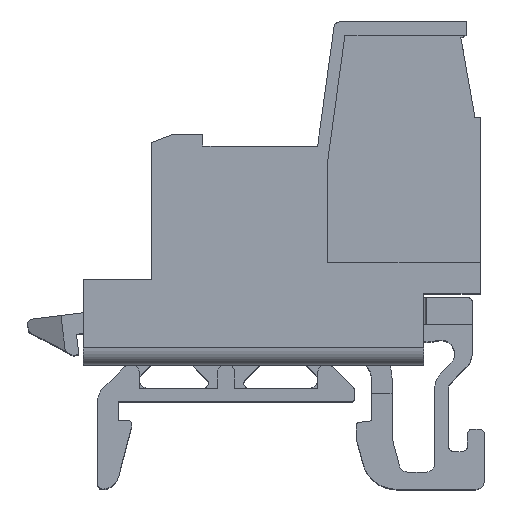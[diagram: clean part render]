
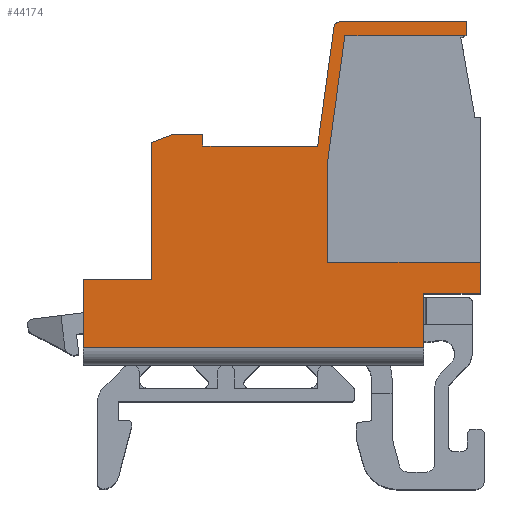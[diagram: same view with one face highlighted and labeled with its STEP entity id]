
A CAD part, top view. The second image highlights one B-rep face of the part: STEP entity #44174.
In plain terms, the highlighted planar face has unit normal (0, 0, 1).
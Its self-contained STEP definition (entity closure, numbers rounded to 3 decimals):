
#138=DIRECTION('',(0.,-1.,0.));
#139=VECTOR('',#138,3.2);
#140=CARTESIAN_POINT('',(15.9,-0.8,3.2));
#141=LINE('',#140,#139);
#4465=DIRECTION('',(0.,1.,0.));
#4466=VECTOR('',#4465,8.);
#4467=CARTESIAN_POINT('',(0.,0.,3.2));
#4468=LINE('',#4467,#4466);
#4469=DIRECTION('',(-0.933,-0.359,0.));
#4470=VECTOR('',#4469,1.393);
#4471=CARTESIAN_POINT('',(1.3,8.5,3.2));
#4472=LINE('',#4471,#4470);
#4473=DIRECTION('',(-1.,0.,0.));
#4474=VECTOR('',#4473,1.7);
#4475=CARTESIAN_POINT('',(3.,8.5,3.2));
#4476=LINE('',#4475,#4474);
#4477=DIRECTION('',(0.,1.,0.));
#4478=VECTOR('',#4477,0.7);
#4479=CARTESIAN_POINT('',(3.,7.8,3.2));
#4480=LINE('',#4479,#4478);
#4481=DIRECTION('',(-1.,0.,0.));
#4482=VECTOR('',#4481,6.7);
#4483=CARTESIAN_POINT('',(9.7,7.8,3.2));
#4484=LINE('',#4483,#4482);
#4485=DIRECTION('',(-0.137,-0.991,0.));
#4486=VECTOR('',#4485,7.057);
#4487=CARTESIAN_POINT('',(10.664,14.791,3.2));
#4488=LINE('',#4487,#4486);
#4489=CARTESIAN_POINT('',(10.961,14.75,3.2));
#4490=DIRECTION('',(0.,0.,1.));
#4491=DIRECTION('',(0.,1.,0.));
#4492=AXIS2_PLACEMENT_3D('',#4489,#4490,#4491);
#4494=DIRECTION('',(-1.,0.,0.));
#4495=VECTOR('',#4494,7.439);
#4496=CARTESIAN_POINT('',(18.4,15.05,3.2));
#4497=LINE('',#4496,#4495);
#4498=DIRECTION('',(0.,1.,0.));
#4499=VECTOR('',#4498,0.75);
#4500=CARTESIAN_POINT('',(18.4,14.3,3.2));
#4501=LINE('',#4500,#4499);
#4502=DIRECTION('',(0.894,0.447,0.));
#4503=VECTOR('',#4502,0.112);
#4504=CARTESIAN_POINT('',(18.3,14.25,3.2));
#4505=LINE('',#4504,#4503);
#4506=DIRECTION('',(-1.,0.,0.));
#4507=VECTOR('',#4506,7.004);
#4508=CARTESIAN_POINT('',(18.3,14.25,3.2));
#4509=LINE('',#4508,#4507);
#4510=DIRECTION('',(-0.137,-0.991,0.));
#4511=VECTOR('',#4510,7.291);
#4512=CARTESIAN_POINT('',(11.296,14.25,3.2));
#4513=LINE('',#4512,#4511);
#4514=DIRECTION('',(0.,-1.,0.));
#4515=VECTOR('',#4514,6.027);
#4516=CARTESIAN_POINT('',(10.3,7.027,3.2));
#4517=LINE('',#4516,#4515);
#4518=DIRECTION('',(-1.,0.,0.));
#4519=VECTOR('',#4518,8.9);
#4520=CARTESIAN_POINT('',(19.2,1.,3.2));
#4521=LINE('',#4520,#4519);
#4522=DIRECTION('',(-1.,0.,0.));
#4523=VECTOR('',#4522,19.9);
#4524=CARTESIAN_POINT('',(15.9,-4.,3.2));
#4525=LINE('',#4524,#4523);
#4526=DIRECTION('',(-1.,0.,0.));
#4527=VECTOR('',#4526,4.);
#4528=CARTESIAN_POINT('',(0.,0.,3.2));
#4529=LINE('',#4528,#4527);
#19721=DIRECTION('',(-1.,0.,0.));
#19722=VECTOR('',#19721,3.3);
#19723=CARTESIAN_POINT('',(19.2,-0.8,3.2));
#19724=LINE('',#19723,#19722);
#19737=DIRECTION('',(0.,1.,0.));
#19738=VECTOR('',#19737,1.8);
#19739=CARTESIAN_POINT('',(19.2,-0.8,3.2));
#19740=LINE('',#19739,#19738);
#19823=DIRECTION('',(0.,-1.,0.));
#19824=VECTOR('',#19823,4.);
#19825=CARTESIAN_POINT('',(-4.,0.,3.2));
#19826=LINE('',#19825,#19824);
#27513=CARTESIAN_POINT('',(9.7,7.8,3.2));
#27514=CARTESIAN_POINT('',(3.,7.8,3.2));
#27515=VERTEX_POINT('',#27513);
#27516=VERTEX_POINT('',#27514);
#27517=CARTESIAN_POINT('',(3.,8.5,3.2));
#27518=VERTEX_POINT('',#27517);
#27519=CARTESIAN_POINT('',(1.3,8.5,3.2));
#27520=CARTESIAN_POINT('',(0.,8.,3.2));
#27521=VERTEX_POINT('',#27519);
#27522=VERTEX_POINT('',#27520);
#27535=CARTESIAN_POINT('',(10.3,7.027,3.2));
#27536=CARTESIAN_POINT('',(10.3,1.,3.2));
#27537=VERTEX_POINT('',#27535);
#27538=VERTEX_POINT('',#27536);
#27539=CARTESIAN_POINT('',(19.2,1.,3.2));
#27540=VERTEX_POINT('',#27539);
#27541=CARTESIAN_POINT('',(11.296,14.25,3.2));
#27542=VERTEX_POINT('',#27541);
#27553=CARTESIAN_POINT('',(18.3,14.25,3.2));
#27554=VERTEX_POINT('',#27553);
#27555=CARTESIAN_POINT('',(18.4,14.3,3.2));
#27556=VERTEX_POINT('',#27555);
#27559=CARTESIAN_POINT('',(18.4,15.05,3.2));
#27560=VERTEX_POINT('',#27559);
#27596=CARTESIAN_POINT('',(-4.,0.,3.2));
#27598=VERTEX_POINT('',#27596);
#27603=CARTESIAN_POINT('',(0.,0.,3.2));
#27604=VERTEX_POINT('',#27603);
#27606=CARTESIAN_POINT('',(-4.,-4.,3.2));
#27608=VERTEX_POINT('',#27606);
#27609=CARTESIAN_POINT('',(15.9,-4.,3.2));
#27610=VERTEX_POINT('',#27609);
#27632=CARTESIAN_POINT('',(19.2,-0.8,3.2));
#27634=VERTEX_POINT('',#27632);
#27636=CARTESIAN_POINT('',(15.9,-0.8,3.2));
#27638=VERTEX_POINT('',#27636);
#27677=CARTESIAN_POINT('',(10.961,15.05,3.2));
#27678=CARTESIAN_POINT('',(10.664,14.791,3.2));
#27679=VERTEX_POINT('',#27677);
#27680=VERTEX_POINT('',#27678);
#44135=CARTESIAN_POINT('',(0.,0.,3.2));
#44136=DIRECTION('',(0.,0.,1.));
#44137=DIRECTION('',(1.,0.,0.));
#44138=AXIS2_PLACEMENT_3D('',#44135,#44136,#44137);
#44139=PLANE('',#44138);
#44140=ORIENTED_EDGE('',*,*,#42661,.T.);
#44141=ORIENTED_EDGE('',*,*,#44122,.F.);
#44142=ORIENTED_EDGE('',*,*,#42822,.F.);
#44144=ORIENTED_EDGE('',*,*,#44143,.F.);
#44146=ORIENTED_EDGE('',*,*,#44145,.F.);
#44148=ORIENTED_EDGE('',*,*,#44147,.F.);
#44150=ORIENTED_EDGE('',*,*,#44149,.F.);
#44151=ORIENTED_EDGE('',*,*,#36644,.F.);
#44152=ORIENTED_EDGE('',*,*,#42444,.F.);
#44153=ORIENTED_EDGE('',*,*,#42423,.F.);
#44155=ORIENTED_EDGE('',*,*,#44154,.T.);
#44157=ORIENTED_EDGE('',*,*,#44156,.T.);
#44159=ORIENTED_EDGE('',*,*,#44158,.T.);
#44161=ORIENTED_EDGE('',*,*,#44160,.F.);
#44163=ORIENTED_EDGE('',*,*,#44162,.F.);
#44165=ORIENTED_EDGE('',*,*,#44164,.T.);
#44166=ORIENTED_EDGE('',*,*,#33547,.T.);
#44168=ORIENTED_EDGE('',*,*,#44167,.T.);
#44170=ORIENTED_EDGE('',*,*,#44169,.F.);
#44171=ORIENTED_EDGE('',*,*,#43562,.F.);
#44172=EDGE_LOOP('',(#44140,#44141,#44142,#44144,#44146,#44148,#44150,#44151,
#44152,#44153,#44155,#44157,#44159,#44161,#44163,#44165,#44166,#44168,#44170,
#44171));
#44173=FACE_OUTER_BOUND('',#44172,.F.);
#44174=ADVANCED_FACE('',(#44173),#44139,.T.);
#4493=CIRCLE('',#4492,0.3);
#33547=EDGE_CURVE('',#27638,#27610,#141,.T.);
#36644=EDGE_CURVE('',#27560,#27679,#4497,.T.);
#42423=EDGE_CURVE('',#27554,#27556,#4505,.T.);
#42444=EDGE_CURVE('',#27556,#27560,#4501,.T.);
#42661=EDGE_CURVE('',#27604,#27522,#4468,.T.);
#42822=EDGE_CURVE('',#27518,#27521,#4476,.T.);
#43562=EDGE_CURVE('',#27604,#27598,#4529,.T.);
#44122=EDGE_CURVE('',#27521,#27522,#4472,.T.);
#44143=EDGE_CURVE('',#27516,#27518,#4480,.T.);
#44145=EDGE_CURVE('',#27515,#27516,#4484,.T.);
#44147=EDGE_CURVE('',#27680,#27515,#4488,.T.);
#44149=EDGE_CURVE('',#27679,#27680,#4493,.T.);
#44154=EDGE_CURVE('',#27554,#27542,#4509,.T.);
#44156=EDGE_CURVE('',#27542,#27537,#4513,.T.);
#44158=EDGE_CURVE('',#27537,#27538,#4517,.T.);
#44160=EDGE_CURVE('',#27540,#27538,#4521,.T.);
#44162=EDGE_CURVE('',#27634,#27540,#19740,.T.);
#44164=EDGE_CURVE('',#27634,#27638,#19724,.T.);
#44167=EDGE_CURVE('',#27610,#27608,#4525,.T.);
#44169=EDGE_CURVE('',#27598,#27608,#19826,.T.);
